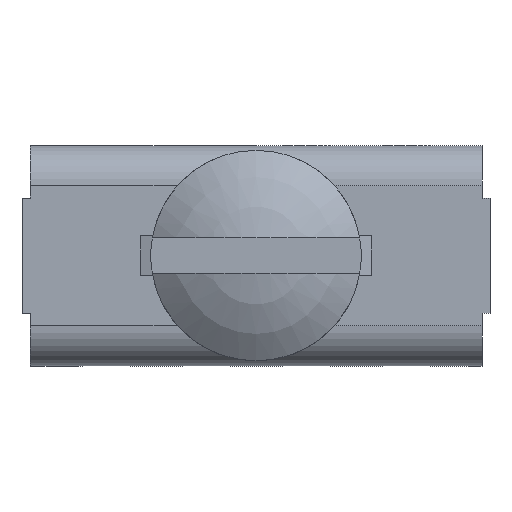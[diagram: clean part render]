
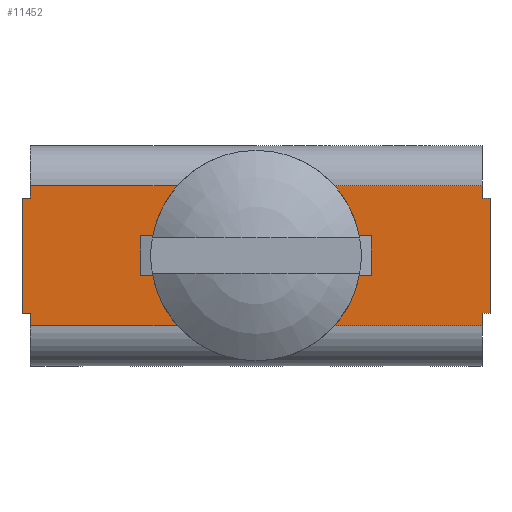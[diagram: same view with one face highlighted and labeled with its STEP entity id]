
A CAD part, top view. The second image highlights one B-rep face of the part: STEP entity #11452.
In plain terms, the highlighted planar face has unit normal (0, 0, 1).
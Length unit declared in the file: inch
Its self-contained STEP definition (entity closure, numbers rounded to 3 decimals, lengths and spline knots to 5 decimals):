
#8728=DIRECTION('',(0.,-1.,0.));
#8729=VECTOR('',#8728,0.0155);
#8730=CARTESIAN_POINT('',(0.2825,-0.072,0.));
#8731=LINE('',#8730,#8729);
#8736=DIRECTION('',(0.,-1.,0.));
#8737=VECTOR('',#8736,0.0155);
#8738=CARTESIAN_POINT('',(0.2825,0.0875,0.));
#8739=LINE('',#8738,#8737);
#8766=CARTESIAN_POINT('',(0.,0.,0.));
#8767=DIRECTION('',(0.,0.,1.));
#8768=DIRECTION('',(1.,0.,0.));
#8769=AXIS2_PLACEMENT_3D('',#8766,#8767,#8768);
#8771=CARTESIAN_POINT('',(0.,0.,0.));
#8772=DIRECTION('',(0.,0.,1.));
#8773=DIRECTION('',(-1.,0.,0.));
#8774=AXIS2_PLACEMENT_3D('',#8771,#8772,#8773);
#8776=DIRECTION('',(-1.,0.,0.));
#8777=VECTOR('',#8776,0.01);
#8778=CARTESIAN_POINT('',(0.2925,0.072,0.));
#8779=LINE('',#8778,#8777);
#8780=DIRECTION('',(0.,1.,0.));
#8781=VECTOR('',#8780,0.144);
#8782=CARTESIAN_POINT('',(0.2925,-0.072,0.));
#8783=LINE('',#8782,#8781);
#8784=DIRECTION('',(1.,0.,0.));
#8785=VECTOR('',#8784,0.01);
#8786=CARTESIAN_POINT('',(0.2825,-0.072,0.));
#8787=LINE('',#8786,#8785);
#8788=DIRECTION('',(1.,0.,0.));
#8789=VECTOR('',#8788,0.01);
#8790=CARTESIAN_POINT('',(-0.2925,-0.072,0.));
#8791=LINE('',#8790,#8789);
#8792=DIRECTION('',(0.,-1.,0.));
#8793=VECTOR('',#8792,0.144);
#8794=CARTESIAN_POINT('',(-0.2925,0.072,0.));
#8795=LINE('',#8794,#8793);
#8796=DIRECTION('',(-1.,0.,0.));
#8797=VECTOR('',#8796,0.01);
#8798=CARTESIAN_POINT('',(-0.2825,0.072,0.));
#8799=LINE('',#8798,#8797);
#8800=DIRECTION('',(1.,0.,0.));
#8801=VECTOR('',#8800,0.565);
#8802=CARTESIAN_POINT('',(-0.2825,0.0875,0.));
#8803=LINE('',#8802,#8801);
#8804=DIRECTION('',(-1.,0.,0.));
#8805=VECTOR('',#8804,0.044);
#8806=CARTESIAN_POINT('',(0.144,0.025,0.));
#8807=LINE('',#8806,#8805);
#8808=DIRECTION('',(0.,1.,0.));
#8809=VECTOR('',#8808,0.05);
#8810=CARTESIAN_POINT('',(0.1,-0.025,0.));
#8811=LINE('',#8810,#8809);
#8812=DIRECTION('',(-1.,0.,0.));
#8813=VECTOR('',#8812,0.044);
#8814=CARTESIAN_POINT('',(0.144,-0.025,0.));
#8815=LINE('',#8814,#8813);
#8816=DIRECTION('',(0.,1.,0.));
#8817=VECTOR('',#8816,0.05);
#8818=CARTESIAN_POINT('',(0.144,-0.025,0.));
#8819=LINE('',#8818,#8817);
#8820=DIRECTION('',(-1.,0.,0.));
#8821=VECTOR('',#8820,0.044);
#8822=CARTESIAN_POINT('',(-0.1,0.025,0.));
#8823=LINE('',#8822,#8821);
#8824=DIRECTION('',(0.,1.,0.));
#8825=VECTOR('',#8824,0.05);
#8826=CARTESIAN_POINT('',(-0.144,-0.025,0.));
#8827=LINE('',#8826,#8825);
#8828=DIRECTION('',(-1.,0.,0.));
#8829=VECTOR('',#8828,0.044);
#8830=CARTESIAN_POINT('',(-0.1,-0.025,0.));
#8831=LINE('',#8830,#8829);
#8832=DIRECTION('',(0.,1.,0.));
#8833=VECTOR('',#8832,0.05);
#8834=CARTESIAN_POINT('',(-0.1,-0.025,0.));
#8835=LINE('',#8834,#8833);
#8984=DIRECTION('',(0.,-1.,0.));
#8985=VECTOR('',#8984,0.0155);
#8986=CARTESIAN_POINT('',(-0.2825,0.0875,0.));
#8987=LINE('',#8986,#8985);
#8992=DIRECTION('',(0.,-1.,0.));
#8993=VECTOR('',#8992,0.0155);
#8994=CARTESIAN_POINT('',(-0.2825,-0.072,0.));
#8995=LINE('',#8994,#8993);
#9034=DIRECTION('',(1.,0.,0.));
#9035=VECTOR('',#9034,0.565);
#9036=CARTESIAN_POINT('',(-0.2825,-0.0875,0.));
#9037=LINE('',#9036,#9035);
#9522=CARTESIAN_POINT('',(-0.2825,0.0875,0.));
#9523=VERTEX_POINT('',#9522);
#9524=CARTESIAN_POINT('',(-0.2825,-0.0875,0.));
#9526=VERTEX_POINT('',#9524);
#9546=CARTESIAN_POINT('',(0.2825,0.0875,0.));
#9547=VERTEX_POINT('',#9546);
#9548=CARTESIAN_POINT('',(0.2825,-0.0875,0.));
#9550=VERTEX_POINT('',#9548);
#9574=CARTESIAN_POINT('',(-0.2925,0.072,0.));
#9575=CARTESIAN_POINT('',(-0.2925,-0.072,0.));
#9576=VERTEX_POINT('',#9574);
#9577=VERTEX_POINT('',#9575);
#9578=CARTESIAN_POINT('',(0.2925,-0.072,0.));
#9579=CARTESIAN_POINT('',(0.2925,0.072,0.));
#9580=VERTEX_POINT('',#9578);
#9581=VERTEX_POINT('',#9579);
#9590=CARTESIAN_POINT('',(-0.2825,0.072,0.));
#9592=VERTEX_POINT('',#9590);
#9594=CARTESIAN_POINT('',(-0.2825,-0.072,0.));
#9596=VERTEX_POINT('',#9594);
#9598=CARTESIAN_POINT('',(0.2825,-0.072,0.));
#9600=VERTEX_POINT('',#9598);
#9602=CARTESIAN_POINT('',(0.2825,0.072,0.));
#9604=VERTEX_POINT('',#9602);
#9690=CARTESIAN_POINT('',(0.0595,0.,0.));
#9691=CARTESIAN_POINT('',(-0.0595,0.,0.));
#9692=VERTEX_POINT('',#9690);
#9693=VERTEX_POINT('',#9691);
#9886=CARTESIAN_POINT('',(0.144,0.025,0.));
#9887=CARTESIAN_POINT('',(0.1,0.025,0.));
#9888=VERTEX_POINT('',#9886);
#9889=VERTEX_POINT('',#9887);
#9890=CARTESIAN_POINT('',(-0.1,0.025,0.));
#9891=CARTESIAN_POINT('',(-0.144,0.025,0.));
#9892=VERTEX_POINT('',#9890);
#9893=VERTEX_POINT('',#9891);
#9894=CARTESIAN_POINT('',(0.144,-0.025,0.));
#9895=CARTESIAN_POINT('',(0.1,-0.025,0.));
#9896=VERTEX_POINT('',#9894);
#9897=VERTEX_POINT('',#9895);
#9898=CARTESIAN_POINT('',(-0.1,-0.025,0.));
#9899=CARTESIAN_POINT('',(-0.144,-0.025,0.));
#9900=VERTEX_POINT('',#9898);
#9901=VERTEX_POINT('',#9899);
#11398=CARTESIAN_POINT('',(-0.2825,0.0875,0.));
#11399=DIRECTION('',(0.,0.,1.));
#11400=DIRECTION('',(0.,-1.,0.));
#11401=AXIS2_PLACEMENT_3D('',#11398,#11399,#11400);
#11402=PLANE('',#11401);
#11403=ORIENTED_EDGE('',*,*,#11369,.T.);
#11405=ORIENTED_EDGE('',*,*,#11404,.F.);
#11407=ORIENTED_EDGE('',*,*,#11406,.F.);
#11408=ORIENTED_EDGE('',*,*,#11389,.F.);
#11409=ORIENTED_EDGE('',*,*,#11357,.T.);
#11411=ORIENTED_EDGE('',*,*,#11410,.F.);
#11413=ORIENTED_EDGE('',*,*,#11412,.F.);
#11415=ORIENTED_EDGE('',*,*,#11414,.F.);
#11417=ORIENTED_EDGE('',*,*,#11416,.F.);
#11419=ORIENTED_EDGE('',*,*,#11418,.F.);
#11421=ORIENTED_EDGE('',*,*,#11420,.F.);
#11423=ORIENTED_EDGE('',*,*,#11422,.T.);
#11424=EDGE_LOOP('',(#11403,#11405,#11407,#11408,#11409,#11411,#11413,#11415,
#11417,#11419,#11421,#11423));
#11425=FACE_OUTER_BOUND('',#11424,.F.);
#11427=ORIENTED_EDGE('',*,*,#11426,.T.);
#11429=ORIENTED_EDGE('',*,*,#11428,.T.);
#11430=EDGE_LOOP('',(#11427,#11429));
#11431=FACE_BOUND('',#11430,.F.);
#11433=ORIENTED_EDGE('',*,*,#11432,.T.);
#11435=ORIENTED_EDGE('',*,*,#11434,.F.);
#11437=ORIENTED_EDGE('',*,*,#11436,.F.);
#11439=ORIENTED_EDGE('',*,*,#11438,.T.);
#11440=EDGE_LOOP('',(#11433,#11435,#11437,#11439));
#11441=FACE_BOUND('',#11440,.F.);
#11443=ORIENTED_EDGE('',*,*,#11442,.T.);
#11445=ORIENTED_EDGE('',*,*,#11444,.F.);
#11447=ORIENTED_EDGE('',*,*,#11446,.F.);
#11449=ORIENTED_EDGE('',*,*,#11448,.T.);
#11450=EDGE_LOOP('',(#11443,#11445,#11447,#11449));
#11451=FACE_BOUND('',#11450,.F.);
#8770=CIRCLE('',#8769,0.0595);
#8775=CIRCLE('',#8774,0.0595);
#11357=EDGE_CURVE('',#9600,#9550,#8731,.T.);
#11369=EDGE_CURVE('',#9547,#9604,#8739,.T.);
#11389=EDGE_CURVE('',#9600,#9580,#8787,.T.);
#11404=EDGE_CURVE('',#9581,#9604,#8779,.T.);
#11406=EDGE_CURVE('',#9580,#9581,#8783,.T.);
#11410=EDGE_CURVE('',#9526,#9550,#9037,.T.);
#11412=EDGE_CURVE('',#9596,#9526,#8995,.T.);
#11414=EDGE_CURVE('',#9577,#9596,#8791,.T.);
#11416=EDGE_CURVE('',#9576,#9577,#8795,.T.);
#11418=EDGE_CURVE('',#9592,#9576,#8799,.T.);
#11420=EDGE_CURVE('',#9523,#9592,#8987,.T.);
#11422=EDGE_CURVE('',#9523,#9547,#8803,.T.);
#11426=EDGE_CURVE('',#9692,#9693,#8770,.T.);
#11428=EDGE_CURVE('',#9693,#9692,#8775,.T.);
#11432=EDGE_CURVE('',#9888,#9889,#8807,.T.);
#11434=EDGE_CURVE('',#9897,#9889,#8811,.T.);
#11436=EDGE_CURVE('',#9896,#9897,#8815,.T.);
#11438=EDGE_CURVE('',#9896,#9888,#8819,.T.);
#11442=EDGE_CURVE('',#9892,#9893,#8823,.T.);
#11444=EDGE_CURVE('',#9901,#9893,#8827,.T.);
#11446=EDGE_CURVE('',#9900,#9901,#8831,.T.);
#11448=EDGE_CURVE('',#9900,#9892,#8835,.T.);
#11452=ADVANCED_FACE('',(#11425,#11431,#11441,#11451),#11402,.T.);
